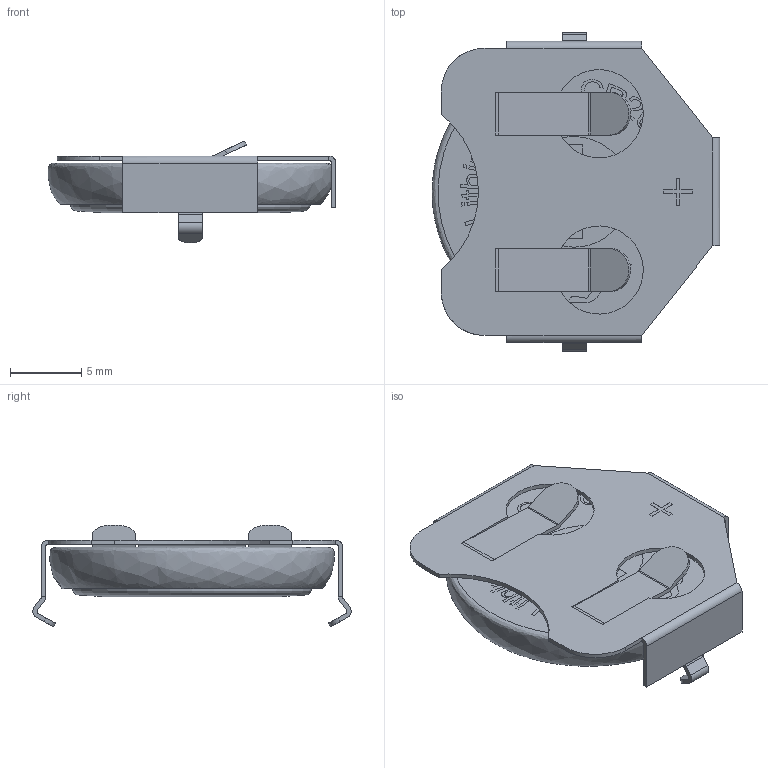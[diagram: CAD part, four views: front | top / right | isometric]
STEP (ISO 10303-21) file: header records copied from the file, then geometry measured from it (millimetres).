
FILE_DESCRIPTION(/* description */ (''),/* implementation_level */ '2;1');
FILE_NAME(/* name */ 'Battery Holder TH CR2032',/* time_stamp */ '2020-05-02T17:45:58+02:00',/* author */ (''),/* organization */ (''),/* preprocessor_version */ 'ST-DEVELOPER v16.5',/* originating_system */ '',/* authorisation */ '');
FILE_SCHEMA (('AUTOMOTIVE_DESIGN'));
Length unit declared in the file: millimetre
Products named in the file (1): Document
Bounding box: 20.25 x 22.4 x 7.18 mm (x, y, z)
Volume: 88 mm3; surface area: 2745 mm2
Topology: 2 solids, 34 shells, 139 faces, 623 edges, 515 vertices
Faces by surface type: plane 78, bspline 61
Entity records: 15322 total; most frequent: CARTESIAN_POINT 11758, ORIENTED_EDGE 903, EDGE_CURVE 623, VERTEX_POINT 515, B_SPLINE_CURVE_WITH_KNOTS 408, EDGE_LOOP 170, ADVANCED_FACE 139, FACE_OUTER_BOUND 139
